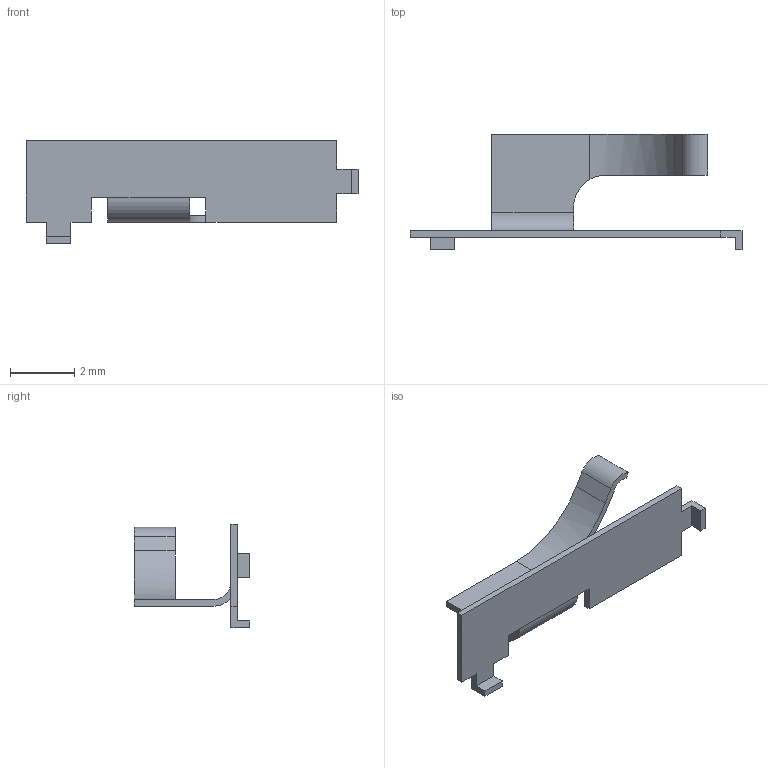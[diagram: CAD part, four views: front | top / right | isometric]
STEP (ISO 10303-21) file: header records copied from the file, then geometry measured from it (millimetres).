
FILE_DESCRIPTION (( 'STEP AP214' ), '1' );
FILE_NAME ('7404338 REV00 230315.STEP', '2023-03-15T20:26:57', ( '' ), ( '' ), 'SwSTEP 2.0', 'SolidWorks 2021', '' );
FILE_SCHEMA (( 'AUTOMOTIVE_DESIGN' ));
Length unit declared in the file: millimetre
Products named in the file (1): 7404338 REV00 230315
Bounding box: 10.31 x 3.58 x 3.2 mm (x, y, z)
Volume: 7.9 mm3; surface area: 87.1 mm2
Topology: 1 solids, 1 shells, 39 faces, 107 edges, 70 vertices
Faces by surface type: plane 32, cylinder 7
Entity records: 1259 total; most frequent: CARTESIAN_POINT 223, ORIENTED_EDGE 214, DIRECTION 199, EDGE_CURVE 107, LINE 91, VECTOR 91, VERTEX_POINT 70, AXIS2_PLACEMENT_3D 54
